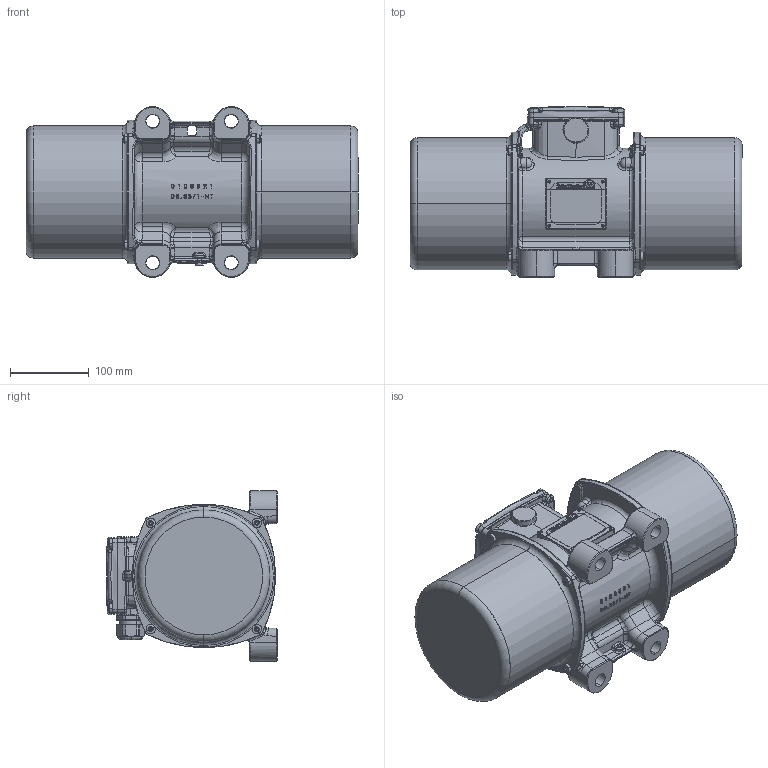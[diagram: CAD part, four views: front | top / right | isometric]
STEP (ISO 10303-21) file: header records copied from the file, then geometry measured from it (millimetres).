
FILE_DESCRIPTION (( 'STEP AP214' ), '1' );
FILE_NAME ('NEG 12230-50-60Hz.STEP', '2022-05-13T07:46:43', ( '' ), ( '' ), 'SwSTEP 2.0', 'SolidWorks 2015', '' );
FILE_SCHEMA (( 'AUTOMOTIVE_DESIGN' ));
Length unit declared in the file: millimetre
Products named in the file (1): NEG 12230-50-60Hz
Bounding box: 422 x 217.15 x 216.99 mm (x, y, z)
Volume: 1477717.3 mm3; surface area: 742104.4 mm2
Topology: 21 solids, 21 shells, 3123 faces, 8316 edges, 5358 vertices
Faces by surface type: plane 931, bspline 861, cylinder 732, torus 284, cone 258, sphere 57
Entity records: 163720 total; most frequent: CARTESIAN_POINT 90596, ORIENTED_EDGE 16380, DIRECTION 12696, EDGE_CURVE 8190, VERTEX_POINT 5358, AXIS2_PLACEMENT_3D 4739, EDGE_LOOP 3448, VECTOR 3218
